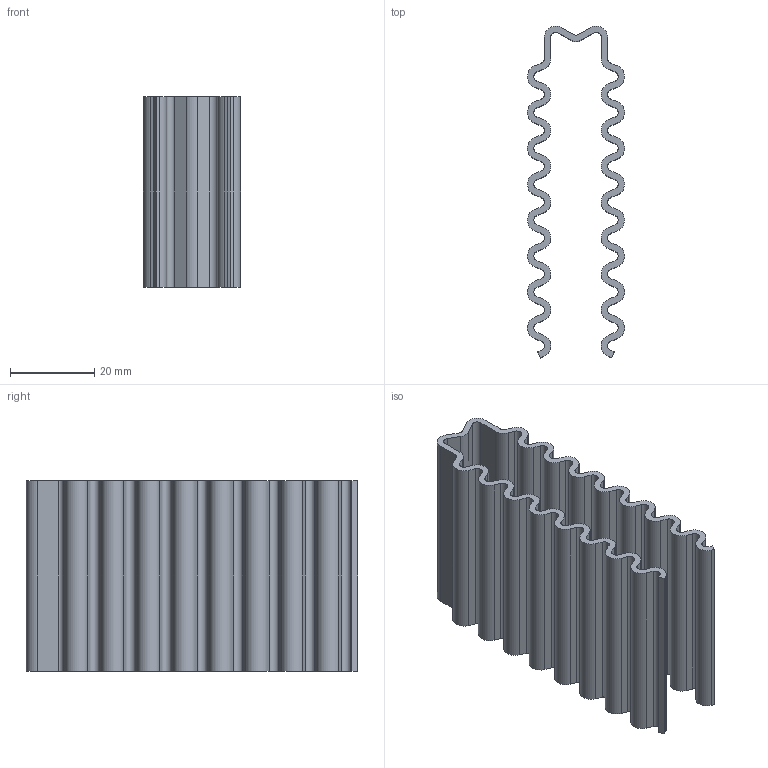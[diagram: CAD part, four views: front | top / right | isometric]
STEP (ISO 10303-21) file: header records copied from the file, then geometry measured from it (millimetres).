
FILE_DESCRIPTION(/* description */ (''),/* implementation_level */ '2;1');
FILE_NAME(/* name */ 'BR45 80.stp',/* time_stamp */ '2020-11-18T09:37:00+01:00',/* author */ ('stanislaw.luczak'),/* organization */ (''),/* preprocessor_version */ 'ST-DEVELOPER v18.1',/* originating_system */ 'Autodesk Inventor 2021',/* authorisation */ '');
FILE_SCHEMA (('AUTOMOTIVE_DESIGN { 1 0 10303 214 3 1 1 }'));
Length unit declared in the file: millimetre
Products named in the file (1): BR45/80
Bounding box: 23 x 78.52 x 45 mm (x, y, z)
Volume: 15871.6 mm3; surface area: 22002.5 mm2
Topology: 1 solids, 1 shells, 154 faces, 456 edges, 304 vertices
Faces by surface type: plane 80, cylinder 74
Entity records: 5229 total; most frequent: CARTESIAN_POINT 915, DIRECTION 914, ORIENTED_EDGE 912, EDGE_CURVE 456, LINE 308, VECTOR 308, VERTEX_POINT 304, AXIS2_PLACEMENT_3D 303
